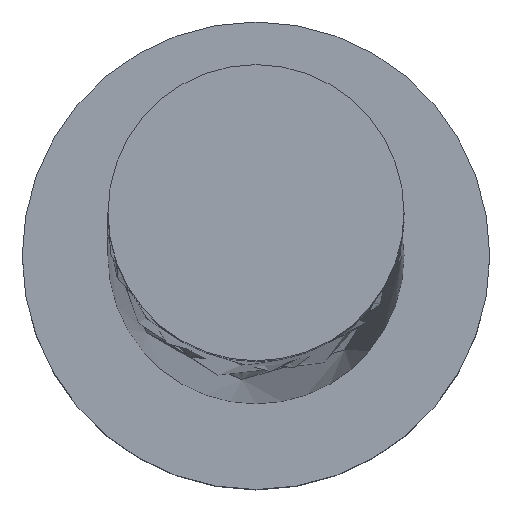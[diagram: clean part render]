
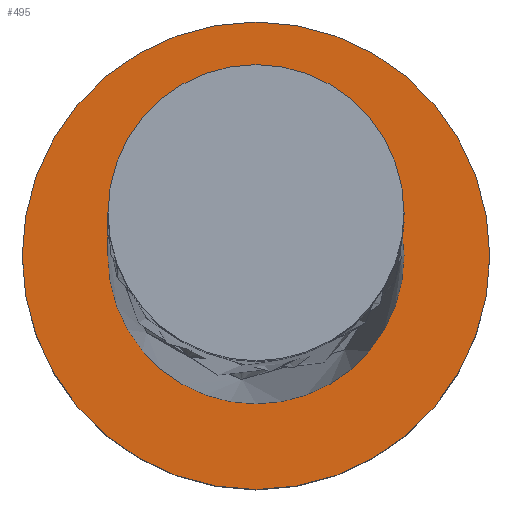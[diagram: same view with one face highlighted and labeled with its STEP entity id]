
A CAD part, top view. The second image highlights one B-rep face of the part: STEP entity #495.
In plain terms, the highlighted planar face has unit normal (0, 0, 1).
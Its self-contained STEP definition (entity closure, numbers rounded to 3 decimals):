
#52 = VERTEX_POINT ( 'NONE', #59 ) ;
#59 = CARTESIAN_POINT ( 'NONE',  ( -0.95, 0., 1.5 ) ) ;
#100 = FACE_OUTER_BOUND ( 'NONE', #529, .T. ) ;
#150 = ORIENTED_EDGE ( 'NONE', *, *, #1103, .F. ) ;
#230 = DIRECTION ( 'NONE',  ( 0., 0., 1. ) ) ;
#277 = CIRCLE ( 'NONE', #601, 0.95 ) ;
#347 = CIRCLE ( 'NONE', #1228, 1.5 ) ;
#354 = CARTESIAN_POINT ( 'NONE',  ( 0., 0., 1.5 ) ) ;
#365 = DIRECTION ( 'NONE',  ( 1., 0., 0. ) ) ;
#372 = CARTESIAN_POINT ( 'NONE',  ( 0., 0., 1.5 ) ) ;
#388 = CARTESIAN_POINT ( 'NONE',  ( 0., 0., 1.5 ) ) ;
#466 = PLANE ( 'NONE',  #1344 ) ;
#477 = CARTESIAN_POINT ( 'NONE',  ( -1.5, 0., 1.5 ) ) ;
#495 = ADVANCED_FACE ( 'NONE', ( #706, #100 ), #466, .T. ) ;
#529 = EDGE_LOOP ( 'NONE', ( #1025, #1133 ) ) ;
#571 = CARTESIAN_POINT ( 'NONE',  ( 0., 0., 1.5 ) ) ;
#580 = VERTEX_POINT ( 'NONE', #1269 ) ;
#598 = CARTESIAN_POINT ( 'NONE',  ( 0., 0., 1.5 ) ) ;
#601 = AXIS2_PLACEMENT_3D ( 'NONE', #388, #1443, #365 ) ;
#629 = DIRECTION ( 'NONE',  ( 1., 0., 0. ) ) ;
#706 = FACE_BOUND ( 'NONE', #1192, .T. ) ;
#719 = DIRECTION ( 'NONE',  ( 0., 0., 1. ) ) ;
#731 = AXIS2_PLACEMENT_3D ( 'NONE', #598, #1205, #1079 ) ;
#834 = CARTESIAN_POINT ( 'NONE',  ( 1.5, 0., 1.5 ) ) ;
#922 = EDGE_CURVE ( 'NONE', #1077, #1488, #1318, .T. ) ;
#970 = DIRECTION ( 'NONE',  ( 1., 0., 0. ) ) ;
#1025 = ORIENTED_EDGE ( 'NONE', *, *, #922, .T. ) ;
#1035 = EDGE_CURVE ( 'NONE', #1488, #1077, #347, .T. ) ;
#1077 = VERTEX_POINT ( 'NONE', #477 ) ;
#1079 = DIRECTION ( 'NONE',  ( 1., 0., 0. ) ) ;
#1103 = EDGE_CURVE ( 'NONE', #52, #580, #277, .T. ) ;
#1133 = ORIENTED_EDGE ( 'NONE', *, *, #1035, .T. ) ;
#1152 = EDGE_CURVE ( 'NONE', #580, #52, #1405, .T. ) ;
#1192 = EDGE_LOOP ( 'NONE', ( #150, #1286 ) ) ;
#1205 = DIRECTION ( 'NONE',  ( 0., 0., 1. ) ) ;
#1228 = AXIS2_PLACEMENT_3D ( 'NONE', #354, #719, #629 ) ;
#1269 = CARTESIAN_POINT ( 'NONE',  ( 0.95, 0., 1.5 ) ) ;
#1286 = ORIENTED_EDGE ( 'NONE', *, *, #1152, .F. ) ;
#1318 = CIRCLE ( 'NONE', #1512, 1.5 ) ;
#1344 = AXIS2_PLACEMENT_3D ( 'NONE', #571, #230, #1506 ) ;
#1405 = CIRCLE ( 'NONE', #731, 0.95 ) ;
#1435 = DIRECTION ( 'NONE',  ( 0., 0., 1. ) ) ;
#1443 = DIRECTION ( 'NONE',  ( 0., 0., 1. ) ) ;
#1488 = VERTEX_POINT ( 'NONE', #834 ) ;
#1506 = DIRECTION ( 'NONE',  ( 1., 0., 0. ) ) ;
#1512 = AXIS2_PLACEMENT_3D ( 'NONE', #372, #1435, #970 ) ;
